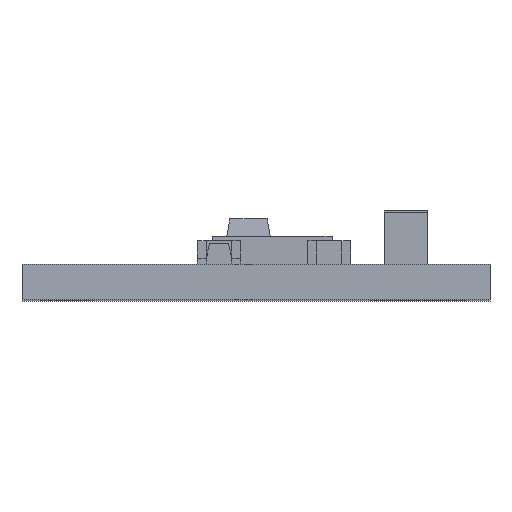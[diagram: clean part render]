
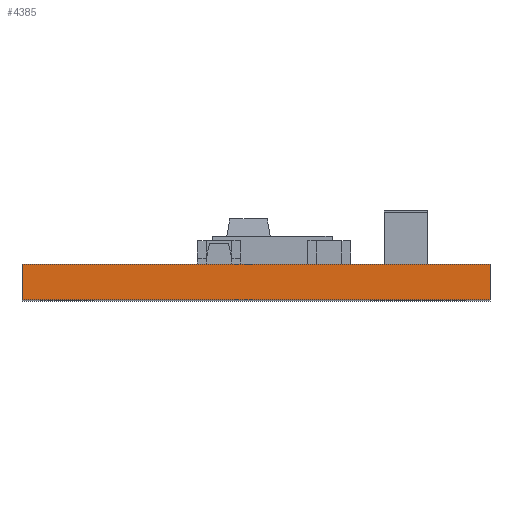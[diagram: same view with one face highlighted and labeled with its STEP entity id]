
A CAD part, top view. The second image highlights one B-rep face of the part: STEP entity #4385.
In plain terms, the highlighted planar face has unit normal (0, 0, 1).
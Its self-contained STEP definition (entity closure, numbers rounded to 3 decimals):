
#224 = LINE ( 'NONE', #2751, #5366 ) ;
#514 = VERTEX_POINT ( 'NONE', #6269 ) ;
#982 = AXIS2_PLACEMENT_3D ( 'NONE', #5272, #4499, #1834 ) ;
#1425 = CARTESIAN_POINT ( 'NONE',  ( -7.85, 0., 10.15 ) ) ;
#1520 = ORIENTED_EDGE ( 'NONE', *, *, #4057, .T. ) ;
#1834 = DIRECTION ( 'NONE',  ( -1., 0., 0. ) ) ;
#2085 = VERTEX_POINT ( 'NONE', #8490 ) ;
#2549 = LINE ( 'NONE', #8546, #7318 ) ;
#2751 = CARTESIAN_POINT ( 'NONE',  ( -7.85, 1.2, 10.15 ) ) ;
#2940 = ORIENTED_EDGE ( 'NONE', *, *, #9782, .T. ) ;
#3608 = CARTESIAN_POINT ( 'NONE',  ( -7.85, 0., 10.15 ) ) ;
#3796 = VERTEX_POINT ( 'NONE', #1425 ) ;
#3853 = LINE ( 'NONE', #10694, #5290 ) ;
#3979 = DIRECTION ( 'NONE',  ( 0., -1., 0. ) ) ;
#4057 = EDGE_CURVE ( 'NONE', #514, #3796, #224, .T. ) ;
#4385 = ADVANCED_FACE ( 'NONE', ( #9566 ), #9520, .F. ) ;
#4414 = EDGE_CURVE ( 'NONE', #8603, #2085, #3853, .T. ) ;
#4499 = DIRECTION ( 'NONE',  ( 0., 0., -1. ) ) ;
#5272 = CARTESIAN_POINT ( 'NONE',  ( -7.85, 1.2, 10.15 ) ) ;
#5290 = VECTOR ( 'NONE', #3979, 1000. ) ;
#5366 = VECTOR ( 'NONE', #5514, 1000. ) ;
#5514 = DIRECTION ( 'NONE',  ( 0., -1., 0. ) ) ;
#5857 = CARTESIAN_POINT ( 'NONE',  ( 7.85, 1.2, 10.15 ) ) ;
#5940 = DIRECTION ( 'NONE',  ( 1., 0., 0. ) ) ;
#6221 = VECTOR ( 'NONE', #9603, 1000. ) ;
#6269 = CARTESIAN_POINT ( 'NONE',  ( -7.85, 1.2, 10.15 ) ) ;
#7318 = VECTOR ( 'NONE', #5940, 1000. ) ;
#7443 = EDGE_CURVE ( 'NONE', #514, #8603, #2549, .T. ) ;
#8067 = ORIENTED_EDGE ( 'NONE', *, *, #4414, .F. ) ;
#8490 = CARTESIAN_POINT ( 'NONE',  ( 7.85, 0., 10.15 ) ) ;
#8546 = CARTESIAN_POINT ( 'NONE',  ( -7.85, 1.2, 10.15 ) ) ;
#8603 = VERTEX_POINT ( 'NONE', #5857 ) ;
#8989 = ORIENTED_EDGE ( 'NONE', *, *, #7443, .F. ) ;
#9507 = LINE ( 'NONE', #3608, #6221 ) ;
#9520 = PLANE ( 'NONE',  #982 ) ;
#9566 = FACE_OUTER_BOUND ( 'NONE', #10912, .T. ) ;
#9603 = DIRECTION ( 'NONE',  ( 1., 0., 0. ) ) ;
#9782 = EDGE_CURVE ( 'NONE', #3796, #2085, #9507, .T. ) ;
#10694 = CARTESIAN_POINT ( 'NONE',  ( 7.85, 1.2, 10.15 ) ) ;
#10912 = EDGE_LOOP ( 'NONE', ( #2940, #8067, #8989, #1520 ) ) ;
